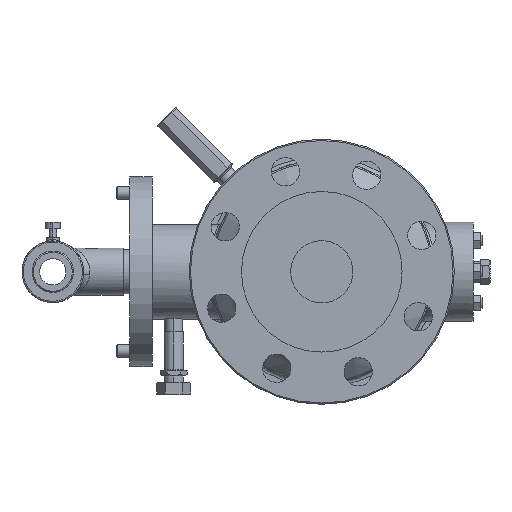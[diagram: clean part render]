
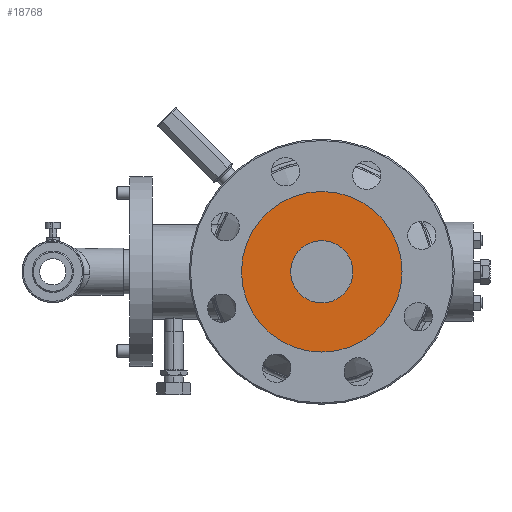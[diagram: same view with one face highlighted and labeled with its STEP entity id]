
A CAD part, left-side view. The second image highlights one B-rep face of the part: STEP entity #18768.
In plain terms, the highlighted planar face has unit normal (-1, 0, 0).
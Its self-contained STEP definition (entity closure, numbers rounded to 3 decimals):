
#1174 = CARTESIAN_POINT ( 'NONE',  ( -135.5, 0., 24.6 ) ) ;
#1264 = DIRECTION ( 'NONE',  ( -1., 0., 0. ) ) ;
#1493 = VERTEX_POINT ( 'NONE', #27400 ) ;
#2146 = ORIENTED_EDGE ( 'NONE', *, *, #25750, .T. ) ;
#3279 = CARTESIAN_POINT ( 'NONE',  ( -135.5, 0., 0. ) ) ;
#4176 = EDGE_CURVE ( 'NONE', #1493, #15401, #29814, .T. ) ;
#5391 = EDGE_CURVE ( 'NONE', #15401, #1493, #14136, .T. ) ;
#5836 = DIRECTION ( 'NONE',  ( -1., 0., 0. ) ) ;
#6360 = CIRCLE ( 'NONE', #11659, 63.5 ) ;
#7654 = DIRECTION ( 'NONE',  ( 0., 0., 1. ) ) ;
#9720 = VERTEX_POINT ( 'NONE', #18732 ) ;
#11121 = VERTEX_POINT ( 'NONE', #21111 ) ;
#11591 = CARTESIAN_POINT ( 'NONE',  ( -135.5, 0., 0. ) ) ;
#11659 = AXIS2_PLACEMENT_3D ( 'NONE', #11591, #15549, #24568 ) ;
#12562 = AXIS2_PLACEMENT_3D ( 'NONE', #21314, #1264, #14861 ) ;
#14136 = CIRCLE ( 'NONE', #15105, 24.6 ) ;
#14500 = PLANE ( 'NONE',  #26462 ) ;
#14647 = FACE_BOUND ( 'NONE', #26744, .T. ) ;
#14861 = DIRECTION ( 'NONE',  ( 0., 0., 1. ) ) ;
#15039 = DIRECTION ( 'NONE',  ( 0., 0., 1. ) ) ;
#15105 = AXIS2_PLACEMENT_3D ( 'NONE', #23581, #28259, #16520 ) ;
#15401 = VERTEX_POINT ( 'NONE', #1174 ) ;
#15549 = DIRECTION ( 'NONE',  ( -1., 0., 0. ) ) ;
#16520 = DIRECTION ( 'NONE',  ( 0., 0., 1. ) ) ;
#17130 = EDGE_LOOP ( 'NONE', ( #24294, #2146 ) ) ;
#18732 = CARTESIAN_POINT ( 'NONE',  ( -135.5, 0., -63.5 ) ) ;
#18768 = ADVANCED_FACE ( 'NONE', ( #25932, #14647 ), #14500, .T. ) ;
#19741 = CIRCLE ( 'NONE', #12562, 63.5 ) ;
#20660 = AXIS2_PLACEMENT_3D ( 'NONE', #28881, #5836, #15039 ) ;
#21111 = CARTESIAN_POINT ( 'NONE',  ( -135.5, 0., 63.5 ) ) ;
#21174 = EDGE_CURVE ( 'NONE', #9720, #11121, #6360, .T. ) ;
#21314 = CARTESIAN_POINT ( 'NONE',  ( -135.5, 0., 0. ) ) ;
#21731 = ORIENTED_EDGE ( 'NONE', *, *, #4176, .F. ) ;
#23581 = CARTESIAN_POINT ( 'NONE',  ( -135.5, 0., 0. ) ) ;
#24294 = ORIENTED_EDGE ( 'NONE', *, *, #21174, .T. ) ;
#24568 = DIRECTION ( 'NONE',  ( 0., 0., 1. ) ) ;
#25585 = DIRECTION ( 'NONE',  ( -1., 0., 0. ) ) ;
#25750 = EDGE_CURVE ( 'NONE', #11121, #9720, #19741, .T. ) ;
#25932 = FACE_OUTER_BOUND ( 'NONE', #17130, .T. ) ;
#26462 = AXIS2_PLACEMENT_3D ( 'NONE', #3279, #25585, #7654 ) ;
#26744 = EDGE_LOOP ( 'NONE', ( #21731, #28841 ) ) ;
#27400 = CARTESIAN_POINT ( 'NONE',  ( -135.5, 0., -24.6 ) ) ;
#28259 = DIRECTION ( 'NONE',  ( -1., 0., 0. ) ) ;
#28841 = ORIENTED_EDGE ( 'NONE', *, *, #5391, .F. ) ;
#28881 = CARTESIAN_POINT ( 'NONE',  ( -135.5, 0., 0. ) ) ;
#29814 = CIRCLE ( 'NONE', #20660, 24.6 ) ;
